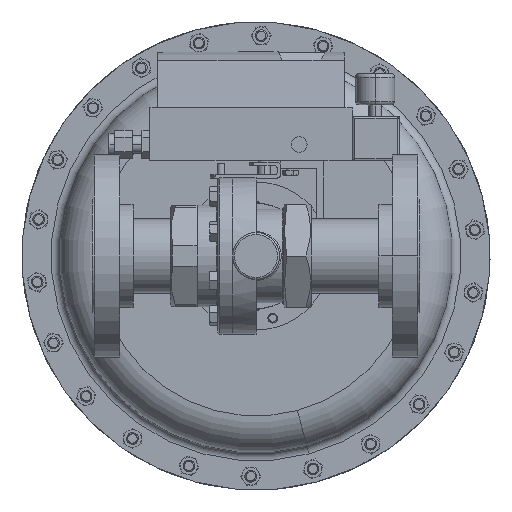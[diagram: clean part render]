
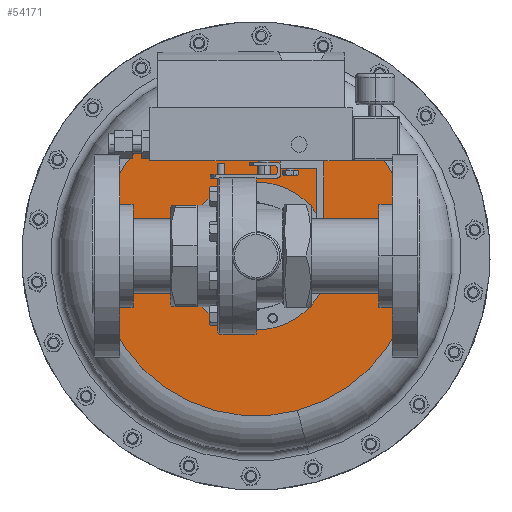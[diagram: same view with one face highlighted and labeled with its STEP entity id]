
A CAD part, front view. The second image highlights one B-rep face of the part: STEP entity #54171.
In plain terms, the highlighted planar face has unit normal (0, -1, 0).
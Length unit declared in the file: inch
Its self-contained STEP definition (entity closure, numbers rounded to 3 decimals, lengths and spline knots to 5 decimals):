
#183 = VERTEX_POINT ( 'NONE', #3140 ) ;
#2848 = EDGE_CURVE ( 'NONE', #8617, #57007, #10086, .T. ) ;
#3113 = CIRCLE ( 'NONE', #37564, 5.125 ) ;
#3140 = CARTESIAN_POINT ( 'NONE',  ( 1.67938, 7.0925, -1.67938 ) ) ;
#3429 = AXIS2_PLACEMENT_3D ( 'NONE', #31080, #4623, #13219 ) ;
#4194 = CARTESIAN_POINT ( 'NONE',  ( 0., 7.0925, 0. ) ) ;
#4278 = EDGE_LOOP ( 'NONE', ( #24798, #9433 ) ) ;
#4623 = DIRECTION ( 'NONE',  ( 0., 1., 0. ) ) ;
#4700 = DIRECTION ( 'NONE',  ( 0., 1., 0. ) ) ;
#4776 = DIRECTION ( 'NONE',  ( -0.259, 0., 0.966 ) ) ;
#6409 = EDGE_LOOP ( 'NONE', ( #43947, #33660 ) ) ;
#6586 = DIRECTION ( 'NONE',  ( 0., -1., 0. ) ) ;
#8367 = EDGE_CURVE ( 'NONE', #183, #12004, #10808, .T. ) ;
#8617 = VERTEX_POINT ( 'NONE', #21840 ) ;
#9433 = ORIENTED_EDGE ( 'NONE', *, *, #8367, .T. ) ;
#10086 = CIRCLE ( 'NONE', #46071, 5.125 ) ;
#10808 = CIRCLE ( 'NONE', #54401, 2.375 ) ;
#10907 = EDGE_CURVE ( 'NONE', #57007, #8617, #3113, .T. ) ;
#12004 = VERTEX_POINT ( 'NONE', #20096 ) ;
#13219 = DIRECTION ( 'NONE',  ( 0.707, 0., -0.707 ) ) ;
#14486 = CARTESIAN_POINT ( 'NONE',  ( 1.32645, 7.0925, -4.95037 ) ) ;
#14956 = CIRCLE ( 'NONE', #3429, 2.375 ) ;
#15834 = CARTESIAN_POINT ( 'NONE',  ( 0., 7.0925, 0. ) ) ;
#16287 = DIRECTION ( 'NONE',  ( 0., 1., 0. ) ) ;
#16477 = DIRECTION ( 'NONE',  ( -0.259, 0., 0.966 ) ) ;
#20078 = AXIS2_PLACEMENT_3D ( 'NONE', #28592, #6586, #37578 ) ;
#20096 = CARTESIAN_POINT ( 'NONE',  ( -1.67938, 7.0925, 1.67938 ) ) ;
#20434 = EDGE_CURVE ( 'NONE', #12004, #183, #14956, .T. ) ;
#21840 = CARTESIAN_POINT ( 'NONE',  ( -1.32645, 7.0925, 4.95037 ) ) ;
#24798 = ORIENTED_EDGE ( 'NONE', *, *, #20434, .T. ) ;
#28592 = CARTESIAN_POINT ( 'NONE',  ( 4.95037, 7.0925, 1.32645 ) ) ;
#31080 = CARTESIAN_POINT ( 'NONE',  ( 0., 7.0925, 0. ) ) ;
#33660 = ORIENTED_EDGE ( 'NONE', *, *, #10907, .F. ) ;
#37564 = AXIS2_PLACEMENT_3D ( 'NONE', #15834, #16287, #16477 ) ;
#37578 = DIRECTION ( 'NONE',  ( 0.259, 0., -0.966 ) ) ;
#40929 = FACE_BOUND ( 'NONE', #4278, .T. ) ;
#43947 = ORIENTED_EDGE ( 'NONE', *, *, #2848, .F. ) ;
#46071 = AXIS2_PLACEMENT_3D ( 'NONE', #4194, #4700, #4776 ) ;
#46241 = PLANE ( 'NONE',  #20078 ) ;
#47931 = CARTESIAN_POINT ( 'NONE',  ( 0., 7.0925, 0. ) ) ;
#48040 = DIRECTION ( 'NONE',  ( 0., 1., 0. ) ) ;
#48172 = DIRECTION ( 'NONE',  ( 0.707, 0., -0.707 ) ) ;
#51432 = FACE_OUTER_BOUND ( 'NONE', #6409, .T. ) ;
#54171 = ADVANCED_FACE ( 'NONE', ( #51432, #40929 ), #46241, .T. ) ;
#54401 = AXIS2_PLACEMENT_3D ( 'NONE', #47931, #48040, #48172 ) ;
#57007 = VERTEX_POINT ( 'NONE', #14486 ) ;
